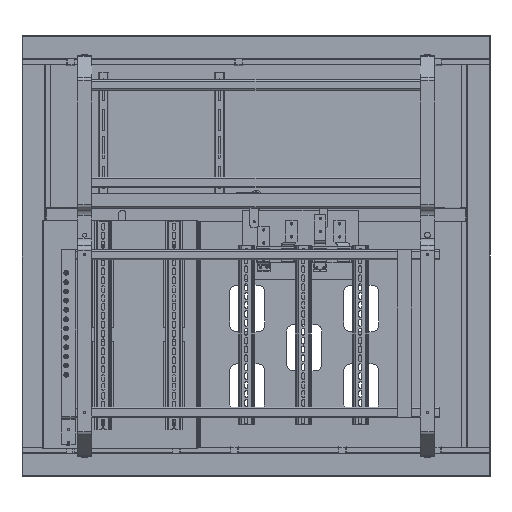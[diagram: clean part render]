
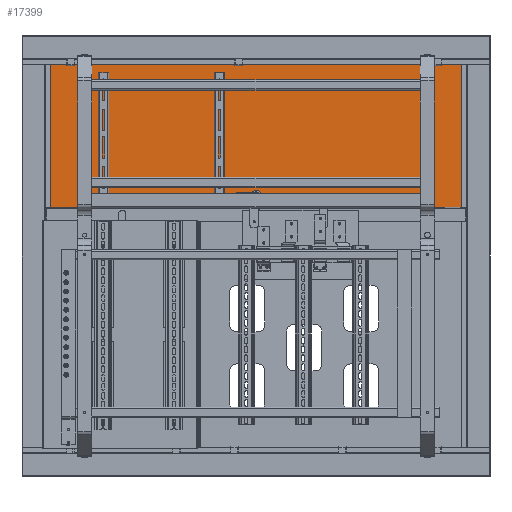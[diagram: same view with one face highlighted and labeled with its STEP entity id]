
A CAD part, left-side view. The second image highlights one B-rep face of the part: STEP entity #17399.
In plain terms, the highlighted face is planar.
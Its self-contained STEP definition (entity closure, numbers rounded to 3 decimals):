
#29 = VERTEX_POINT ( 'NONE', #38458 ) ;
#133 = EDGE_LOOP ( 'NONE', ( #64428, #28396, #21183, #55451 ) ) ;
#262 = ORIENTED_EDGE ( 'NONE', *, *, #24124, .F. ) ;
#917 = LINE ( 'NONE', #54979, #60284 ) ;
#1750 = EDGE_CURVE ( 'NONE', #29, #25840, #917, .T. ) ;
#2044 = DIRECTION ( 'NONE',  ( -1., 0., 0. ) ) ;
#4227 = DIRECTION ( 'NONE',  ( 0., 0., 1. ) ) ;
#5013 = CARTESIAN_POINT ( 'NONE',  ( -161.7, 2.3, -1. ) ) ;
#5866 = FACE_OUTER_BOUND ( 'NONE', #6278, .T. ) ;
#6278 = EDGE_LOOP ( 'NONE', ( #66060, #66540, #262, #10676 ) ) ;
#6847 = CARTESIAN_POINT ( 'NONE',  ( -161.7, 900.7, -1. ) ) ;
#7101 = CIRCLE ( 'NONE', #21800, 9.25 ) ;
#9297 = DIRECTION ( 'NONE',  ( 1., 0., 0. ) ) ;
#9872 = CARTESIAN_POINT ( 'NONE',  ( 161.7, 900.7, -1. ) ) ;
#10423 = CARTESIAN_POINT ( 'NONE',  ( -161.7, 903., -1. ) ) ;
#10676 = ORIENTED_EDGE ( 'NONE', *, *, #40896, .F. ) ;
#14280 = CIRCLE ( 'NONE', #66172, 9.25 ) ;
#15052 = EDGE_CURVE ( 'NONE', #44363, #15661, #22052, .T. ) ;
#15661 = VERTEX_POINT ( 'NONE', #9872 ) ;
#17399 = ADVANCED_FACE ( 'NONE', ( #52643, #5866 ), #21776, .F. ) ;
#18394 = CARTESIAN_POINT ( 'NONE',  ( -139., 447.851, -1. ) ) ;
#18426 = VERTEX_POINT ( 'NONE', #5013 ) ;
#19985 = EDGE_CURVE ( 'NONE', #18426, #44363, #57167, .T. ) ;
#19998 = LINE ( 'NONE', #53554, #28397 ) ;
#21183 = ORIENTED_EDGE ( 'NONE', *, *, #1750, .T. ) ;
#21776 = PLANE ( 'NONE',  #57985 ) ;
#21800 = AXIS2_PLACEMENT_3D ( 'NONE', #66416, #29984, #35304 ) ;
#22052 = LINE ( 'NONE', #38654, #62233 ) ;
#23506 = EDGE_CURVE ( 'NONE', #25840, #66626, #14280, .T. ) ;
#24124 = EDGE_CURVE ( 'NONE', #27161, #18426, #41892, .T. ) ;
#24650 = DIRECTION ( 'NONE',  ( 1., 0., 0. ) ) ;
#25205 = DIRECTION ( 'NONE',  ( 0., 0., 1. ) ) ;
#25840 = VERTEX_POINT ( 'NONE', #68589 ) ;
#26967 = EDGE_CURVE ( 'NONE', #66626, #37489, #19998, .T. ) ;
#27161 = VERTEX_POINT ( 'NONE', #6847 ) ;
#28245 = EDGE_CURVE ( 'NONE', #37489, #29, #7101, .T. ) ;
#28396 = ORIENTED_EDGE ( 'NONE', *, *, #28245, .T. ) ;
#28397 = VECTOR ( 'NONE', #62779, 1000. ) ;
#29235 = CARTESIAN_POINT ( 'NONE',  ( 164., 900.7, -1. ) ) ;
#29984 = DIRECTION ( 'NONE',  ( 0., 0., 1. ) ) ;
#35304 = DIRECTION ( 'NONE',  ( 1., 0., 0. ) ) ;
#36316 = CARTESIAN_POINT ( 'NONE',  ( 161.7, 2.3, -1. ) ) ;
#37489 = VERTEX_POINT ( 'NONE', #18394 ) ;
#38458 = CARTESIAN_POINT ( 'NONE',  ( -122., 447.851, -1. ) ) ;
#38654 = CARTESIAN_POINT ( 'NONE',  ( 161.7, 2.3, -1. ) ) ;
#40896 = EDGE_CURVE ( 'NONE', #15661, #27161, #67759, .T. ) ;
#41622 = CARTESIAN_POINT ( 'NONE',  ( -139., 455.149, -1. ) ) ;
#41892 = LINE ( 'NONE', #10423, #42854 ) ;
#42854 = VECTOR ( 'NONE', #58136, 1000. ) ;
#43332 = CARTESIAN_POINT ( 'NONE',  ( 0., 0., -1. ) ) ;
#44363 = VERTEX_POINT ( 'NONE', #36316 ) ;
#52643 = FACE_BOUND ( 'NONE', #133, .T. ) ;
#53554 = CARTESIAN_POINT ( 'NONE',  ( -139., 455.149, -1. ) ) ;
#54979 = CARTESIAN_POINT ( 'NONE',  ( -122., 455.149, -1. ) ) ;
#55451 = ORIENTED_EDGE ( 'NONE', *, *, #23506, .T. ) ;
#57167 = LINE ( 'NONE', #61775, #65601 ) ;
#57579 = DIRECTION ( 'NONE',  ( 1., 0., 0. ) ) ;
#57985 = AXIS2_PLACEMENT_3D ( 'NONE', #43332, #4227, #57579 ) ;
#58136 = DIRECTION ( 'NONE',  ( 0., -1., 0. ) ) ;
#60284 = VECTOR ( 'NONE', #60299, 1000. ) ;
#60299 = DIRECTION ( 'NONE',  ( 0., 1., 0. ) ) ;
#61775 = CARTESIAN_POINT ( 'NONE',  ( -161.7, 2.3, -1. ) ) ;
#62233 = VECTOR ( 'NONE', #66209, 1000. ) ;
#62779 = DIRECTION ( 'NONE',  ( 0., -1., 0. ) ) ;
#63830 = VECTOR ( 'NONE', #2044, 1000. ) ;
#64428 = ORIENTED_EDGE ( 'NONE', *, *, #26967, .T. ) ;
#65601 = VECTOR ( 'NONE', #24650, 1000. ) ;
#66060 = ORIENTED_EDGE ( 'NONE', *, *, #15052, .F. ) ;
#66172 = AXIS2_PLACEMENT_3D ( 'NONE', #67963, #25205, #9297 ) ;
#66209 = DIRECTION ( 'NONE',  ( 0., 1., 0. ) ) ;
#66416 = CARTESIAN_POINT ( 'NONE',  ( -130.5, 451.5, -1. ) ) ;
#66540 = ORIENTED_EDGE ( 'NONE', *, *, #19985, .F. ) ;
#66626 = VERTEX_POINT ( 'NONE', #41622 ) ;
#67759 = LINE ( 'NONE', #29235, #63830 ) ;
#67963 = CARTESIAN_POINT ( 'NONE',  ( -130.5, 451.5, -1. ) ) ;
#68589 = CARTESIAN_POINT ( 'NONE',  ( -122., 455.149, -1. ) ) ;
